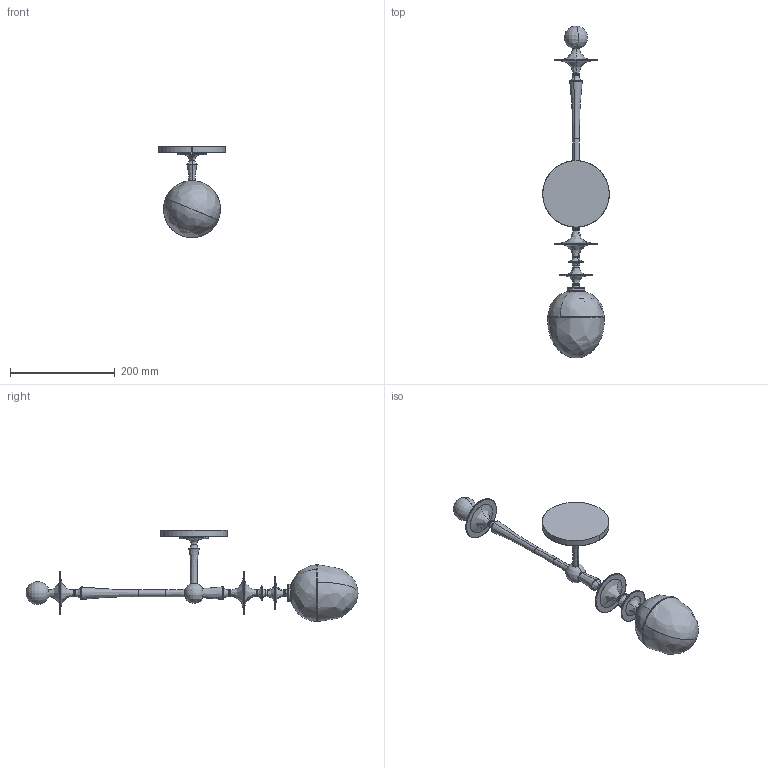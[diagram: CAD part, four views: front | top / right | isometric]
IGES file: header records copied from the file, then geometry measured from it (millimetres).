
Start section: SolidWorks IGES file using analytic representation for surfaces
Global section: file name: RUES1_Single Sconce.IGS; native system: SolidWorks 2021; preprocessor: SolidWorks 2021; author: Daniel Whitsell; date: 221202.094957; units: millimetre
Bounding box: 127 x 633.66 x 174.18 mm (x, y, z)
Surface area: 215101.8 mm2 (no closed solid volume)
Topology: 0 solids, 0 shells, 278 faces, 4762 edges, 4739 vertices
Faces by surface type: revolution 140, bspline 138
